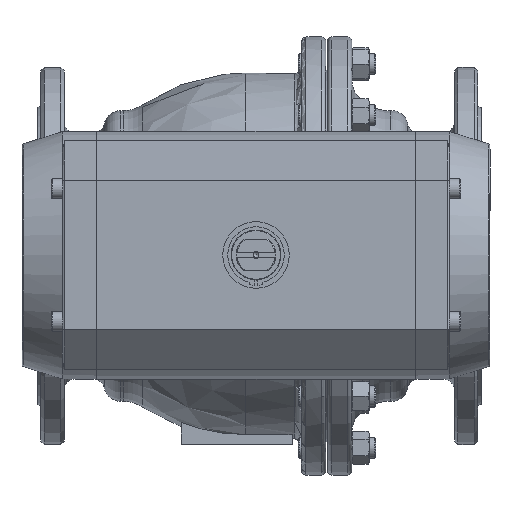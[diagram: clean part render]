
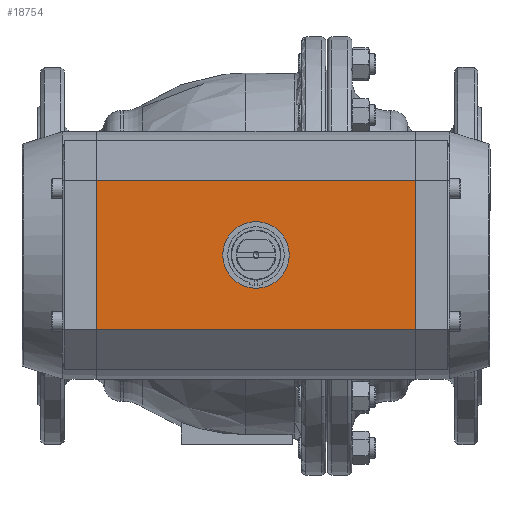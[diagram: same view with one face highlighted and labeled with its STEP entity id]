
A CAD part, top view. The second image highlights one B-rep face of the part: STEP entity #18754.
In plain terms, the highlighted planar face has unit normal (0, 0, 1).
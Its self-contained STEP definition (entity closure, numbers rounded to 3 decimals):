
#442=FACE_BOUND('',#6424,.T.);
#920=LINE('',#28503,#2160);
#1109=LINE('',#29132,#2349);
#1193=LINE('',#29461,#2433);
#1195=LINE('',#29464,#2435);
#2160=VECTOR('',#22736,135.);
#2349=VECTOR('',#23239,135.);
#2433=VECTOR('',#23433,287.);
#2435=VECTOR('',#23437,287.);
#3568=PLANE('',#20112);
#5333=FACE_OUTER_BOUND('',#6423,.T.);
#6423=EDGE_LOOP('',(#14934,#14935,#14936,#14937));
#6424=EDGE_LOOP('',(#14938));
#7650=CIRCLE('',#19705,30.);
#8762=VERTEX_POINT('',#27746);
#8977=VERTEX_POINT('',#28497);
#8978=VERTEX_POINT('',#28501);
#9148=VERTEX_POINT('',#29126);
#9149=VERTEX_POINT('',#29130);
#10649=EDGE_CURVE('',#8762,#8762,#7650,.T.);
#10943=EDGE_CURVE('',#8977,#8978,#920,.T.);
#11204=EDGE_CURVE('',#9149,#9148,#1109,.T.);
#11295=EDGE_CURVE('',#9149,#8977,#1193,.T.);
#11297=EDGE_CURVE('',#9148,#8978,#1195,.T.);
#14934=ORIENTED_EDGE('',*,*,#10943,.T.);
#14935=ORIENTED_EDGE('',*,*,#11297,.F.);
#14936=ORIENTED_EDGE('',*,*,#11204,.F.);
#14937=ORIENTED_EDGE('',*,*,#11295,.T.);
#14938=ORIENTED_EDGE('',*,*,#10649,.T.);
#18754=ADVANCED_FACE('',(#5333,#442),#3568,.T.);
#19705=AXIS2_PLACEMENT_3D('',#27747,#22185,#22186);
#20112=AXIS2_PLACEMENT_3D('',#29463,#23435,#23436);
#22185=DIRECTION('center_axis',(0.,0.,
-1.));
#22186=DIRECTION('ref_axis',(-1.,0.,0.));
#22736=DIRECTION('',(0.,1.,0.));
#23239=DIRECTION('',(0.,1.,0.));
#23433=DIRECTION('',(1.,0.,0.));
#23435=DIRECTION('center_axis',(0.,0.,
1.));
#23436=DIRECTION('ref_axis',(0.,1.,0.));
#23437=DIRECTION('',(1.,0.,0.));
#27746=CARTESIAN_POINT('',(70.005,-9.004,502.6));
#27747=CARTESIAN_POINT('Origin',(40.005,-9.004,502.6));
#28497=CARTESIAN_POINT('',(183.505,-76.504,502.6));
#28501=CARTESIAN_POINT('',(183.505,58.496,502.6));
#28503=CARTESIAN_POINT('',(183.505,-76.504,502.6));
#29126=CARTESIAN_POINT('',(-103.495,58.496,502.6));
#29130=CARTESIAN_POINT('',(-103.495,-76.504,502.6));
#29132=CARTESIAN_POINT('',(-103.495,-76.504,502.6));
#29461=CARTESIAN_POINT('',(-103.495,-76.504,502.6));
#29463=CARTESIAN_POINT('Origin',(183.505,58.496,502.6));
#29464=CARTESIAN_POINT('',(-103.495,58.496,502.6));
